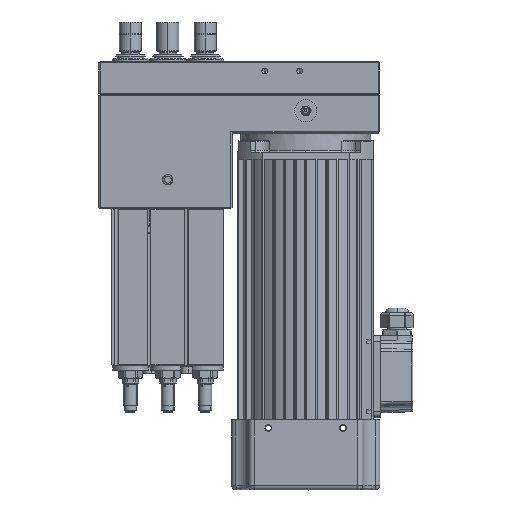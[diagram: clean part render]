
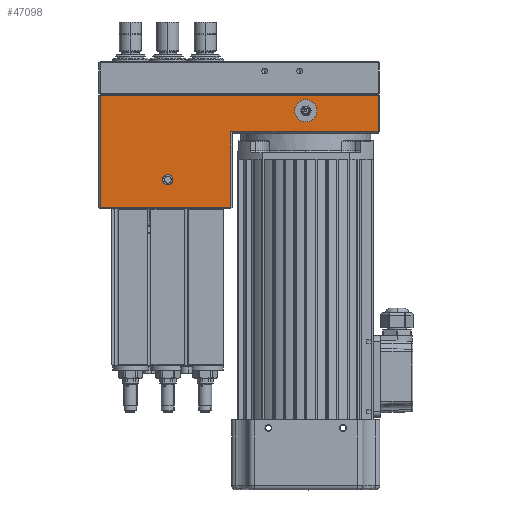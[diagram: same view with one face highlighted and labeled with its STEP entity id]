
A CAD part, front view. The second image highlights one B-rep face of the part: STEP entity #47098.
In plain terms, the highlighted planar face has unit normal (0, -1, 0).
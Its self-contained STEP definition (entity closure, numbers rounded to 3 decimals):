
#5622 = CARTESIAN_POINT ( 'NONE',  ( -135.192, -54.35, 137.252 ) ) ;
#5663 = DIRECTION ( 'NONE',  ( 0., -1., 0. ) ) ;
#5932 = EDGE_CURVE ( 'NONE', #18211, #125829, #74932, .T. ) ;
#6615 = CARTESIAN_POINT ( 'NONE',  ( -135.192, -54.35, 41.252 ) ) ;
#7100 = LINE ( 'NONE', #82729, #85364 ) ;
#7498 = EDGE_CURVE ( 'NONE', #34554, #20033, #44064, .T. ) ;
#8164 = AXIS2_PLACEMENT_3D ( 'NONE', #127059, #5663, #118536 ) ;
#9385 = CIRCLE ( 'NONE', #80594, 4.4 ) ;
#9902 = DIRECTION ( 'NONE',  ( 0., -1., 0. ) ) ;
#11706 = CIRCLE ( 'NONE', #22289, 4.4 ) ;
#13402 = VERTEX_POINT ( 'NONE', #124260 ) ;
#16352 = VERTEX_POINT ( 'NONE', #26358 ) ;
#18211 = VERTEX_POINT ( 'NONE', #20556 ) ;
#19750 = VERTEX_POINT ( 'NONE', #70177 ) ;
#20033 = VERTEX_POINT ( 'NONE', #85848 ) ;
#20556 = CARTESIAN_POINT ( 'NONE',  ( 40.808, -54.35, 114.752 ) ) ;
#22213 = EDGE_CURVE ( 'NONE', #34554, #43990, #127753, .T. ) ;
#22289 = AXIS2_PLACEMENT_3D ( 'NONE', #95609, #96048, #85787 ) ;
#23291 = VECTOR ( 'NONE', #119039, 1000. ) ;
#24264 = EDGE_CURVE ( 'NONE', #19750, #75387, #126238, .T. ) ;
#26147 = DIRECTION ( 'NONE',  ( -1., 0., 0. ) ) ;
#26358 = CARTESIAN_POINT ( 'NONE',  ( -23.192, -54.35, 106.252 ) ) ;
#28451 = VECTOR ( 'NONE', #26147, 1000. ) ;
#30002 = CARTESIAN_POINT ( 'NONE',  ( -77.192, -54.35, 65.252 ) ) ;
#32453 = CARTESIAN_POINT ( 'NONE',  ( -135.192, -54.35, 40.252 ) ) ;
#34034 = CARTESIAN_POINT ( 'NONE',  ( 40.808, -54.35, 133.752 ) ) ;
#34551 = AXIS2_PLACEMENT_3D ( 'NONE', #50398, #50853, #58958 ) ;
#34554 = VERTEX_POINT ( 'NONE', #46762 ) ;
#41148 = EDGE_CURVE ( 'NONE', #125829, #18211, #85224, .T. ) ;
#43577 = ORIENTED_EDGE ( 'NONE', *, *, #88273, .T. ) ;
#43990 = VERTEX_POINT ( 'NONE', #61291 ) ;
#44064 = LINE ( 'NONE', #6615, #23291 ) ;
#44112 = EDGE_CURVE ( 'NONE', #90470, #13402, #11706, .T. ) ;
#45336 = AXIS2_PLACEMENT_3D ( 'NONE', #56264, #66516, #87004 ) ;
#46762 = CARTESIAN_POINT ( 'NONE',  ( -135.192, -54.35, 41.252 ) ) ;
#47098 = ADVANCED_FACE ( 'NONE', ( #81801, #64352, #102591 ), #66873, .T. ) ;
#48336 = EDGE_CURVE ( 'NONE', #75387, #43990, #130636, .T. ) ;
#50398 = CARTESIAN_POINT ( 'NONE',  ( 40.808, -54.35, 124.252 ) ) ;
#50570 = ORIENTED_EDGE ( 'NONE', *, *, #22213, .F. ) ;
#50853 = DIRECTION ( 'NONE',  ( 0., -1., 0. ) ) ;
#51749 = EDGE_LOOP ( 'NONE', ( #105018, #43577, #126707, #98832, #50570, #74459 ) ) ;
#52760 = VECTOR ( 'NONE', #103427, 1000. ) ;
#53004 = LINE ( 'NONE', #54399, #104071 ) ;
#53803 = DIRECTION ( 'NONE',  ( 1., 0., 0. ) ) ;
#54399 = CARTESIAN_POINT ( 'NONE',  ( -23.192, -54.35, 105.252 ) ) ;
#56264 = CARTESIAN_POINT ( 'NONE',  ( 40.808, -54.35, 124.252 ) ) ;
#58958 = DIRECTION ( 'NONE',  ( 0., 0., -1. ) ) ;
#61291 = CARTESIAN_POINT ( 'NONE',  ( -135.192, -54.35, 137.252 ) ) ;
#64352 = FACE_BOUND ( 'NONE', #91841, .T. ) ;
#64784 = EDGE_CURVE ( 'NONE', #13402, #90470, #9385, .T. ) ;
#65750 = ORIENTED_EDGE ( 'NONE', *, *, #5932, .F. ) ;
#66516 = DIRECTION ( 'NONE',  ( 0., -1., 0. ) ) ;
#66873 = PLANE ( 'NONE',  #8164 ) ;
#70177 = CARTESIAN_POINT ( 'NONE',  ( 102.808, -54.35, 106.252 ) ) ;
#71532 = DIRECTION ( 'NONE',  ( 0., 0., -1. ) ) ;
#74459 = ORIENTED_EDGE ( 'NONE', *, *, #7498, .T. ) ;
#74932 = CIRCLE ( 'NONE', #34551, 9.5 ) ;
#75387 = VERTEX_POINT ( 'NONE', #88351 ) ;
#79581 = EDGE_CURVE ( 'NONE', #20033, #16352, #53004, .T. ) ;
#80594 = AXIS2_PLACEMENT_3D ( 'NONE', #30002, #9902, #71532 ) ;
#81438 = ORIENTED_EDGE ( 'NONE', *, *, #41148, .F. ) ;
#81801 = FACE_BOUND ( 'NONE', #94753, .T. ) ;
#82729 = CARTESIAN_POINT ( 'NONE',  ( 102.808, -54.35, 106.252 ) ) ;
#85224 = CIRCLE ( 'NONE', #45336, 9.5 ) ;
#85364 = VECTOR ( 'NONE', #53803, 1000. ) ;
#85787 = DIRECTION ( 'NONE',  ( 0., 0., -1. ) ) ;
#85848 = CARTESIAN_POINT ( 'NONE',  ( -23.192, -54.35, 41.252 ) ) ;
#87004 = DIRECTION ( 'NONE',  ( 0., 0., -1. ) ) ;
#88273 = EDGE_CURVE ( 'NONE', #16352, #19750, #7100, .T. ) ;
#88351 = CARTESIAN_POINT ( 'NONE',  ( 102.808, -54.35, 137.252 ) ) ;
#90470 = VERTEX_POINT ( 'NONE', #117608 ) ;
#91841 = EDGE_LOOP ( 'NONE', ( #65750, #81438 ) ) ;
#92257 = ORIENTED_EDGE ( 'NONE', *, *, #64784, .F. ) ;
#94753 = EDGE_LOOP ( 'NONE', ( #122676, #92257 ) ) ;
#95609 = CARTESIAN_POINT ( 'NONE',  ( -77.192, -54.35, 65.252 ) ) ;
#96048 = DIRECTION ( 'NONE',  ( 0., -1., 0. ) ) ;
#98832 = ORIENTED_EDGE ( 'NONE', *, *, #48336, .T. ) ;
#99077 = VECTOR ( 'NONE', #116660, 1000. ) ;
#102591 = FACE_OUTER_BOUND ( 'NONE', #51749, .T. ) ;
#103427 = DIRECTION ( 'NONE',  ( 0., 0., 1. ) ) ;
#104071 = VECTOR ( 'NONE', #116802, 1000. ) ;
#105018 = ORIENTED_EDGE ( 'NONE', *, *, #79581, .T. ) ;
#116660 = DIRECTION ( 'NONE',  ( 0., 0., 1. ) ) ;
#116802 = DIRECTION ( 'NONE',  ( 0., 0., 1. ) ) ;
#117608 = CARTESIAN_POINT ( 'NONE',  ( -77.192, -54.35, 60.852 ) ) ;
#118536 = DIRECTION ( 'NONE',  ( 0., 0., -1. ) ) ;
#119039 = DIRECTION ( 'NONE',  ( 1., 0., 0. ) ) ;
#122676 = ORIENTED_EDGE ( 'NONE', *, *, #44112, .F. ) ;
#124260 = CARTESIAN_POINT ( 'NONE',  ( -77.192, -54.35, 69.652 ) ) ;
#125829 = VERTEX_POINT ( 'NONE', #34034 ) ;
#126238 = LINE ( 'NONE', #126909, #99077 ) ;
#126707 = ORIENTED_EDGE ( 'NONE', *, *, #24264, .T. ) ;
#126909 = CARTESIAN_POINT ( 'NONE',  ( 102.808, -54.35, 40.252 ) ) ;
#127059 = CARTESIAN_POINT ( 'NONE',  ( -135.192, -54.35, 40.252 ) ) ;
#127753 = LINE ( 'NONE', #32453, #52760 ) ;
#130636 = LINE ( 'NONE', #5622, #28451 ) ;
